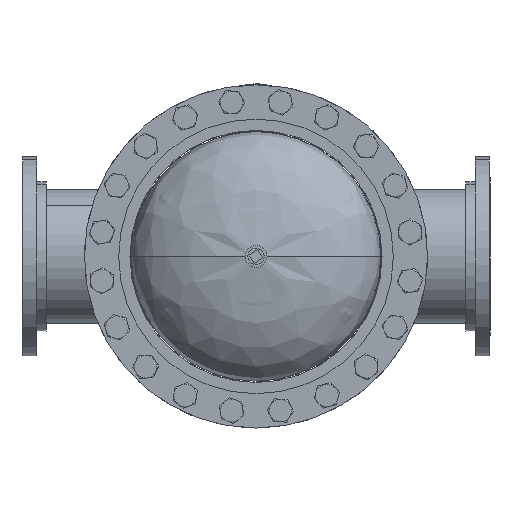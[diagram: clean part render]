
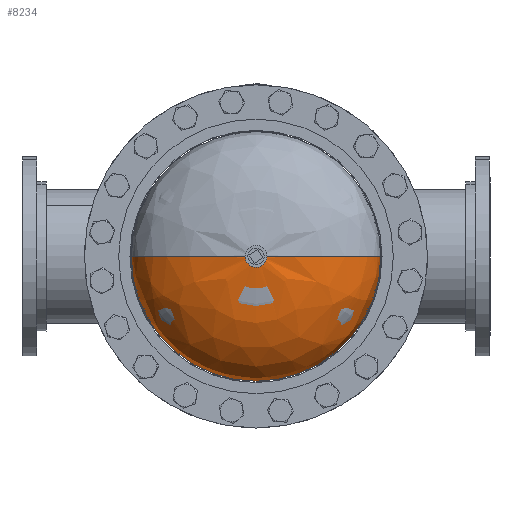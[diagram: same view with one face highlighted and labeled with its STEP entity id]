
A CAD part, front view. The second image highlights one B-rep face of the part: STEP entity #8234.
In plain terms, the highlighted free-form (B-spline) face has degree [3, 3] with [4, 4] control points.
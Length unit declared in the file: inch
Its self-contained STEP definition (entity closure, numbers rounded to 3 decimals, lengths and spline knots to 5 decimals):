
#217 = CARTESIAN_POINT ( 'NONE',  ( 0.75, 5.60574, -1.5 ) ) ;
#309 = DIRECTION ( 'NONE',  ( 0., 0., -1. ) ) ;
#496 = CARTESIAN_POINT ( 'NONE',  ( -10., 3.34945, -20. ) ) ;
#604 = DIRECTION ( 'NONE',  ( 0., -1., 0. ) ) ;
#615 = CARTESIAN_POINT ( 'NONE',  ( -6.24942, 5.39635, 0. ) ) ;
#948 =( BOUNDED_CURVE ( )  B_SPLINE_CURVE ( 3, ( #13979, #615, #9632, #15769 ),
 .UNSPECIFIED., .F., .F. ) 
 B_SPLINE_CURVE_WITH_KNOTS ( ( 4, 4 ),
 ( 1.64587, 3.14159 ),
 .UNSPECIFIED. ) 
 CURVE ( )  GEOMETRIC_REPRESENTATION_ITEM ( )  RATIONAL_B_SPLINE_CURVE ( ( 1., 0.822, 0.822, 1. ) ) 
 REPRESENTATION_ITEM ( '' )  );
#1039 = DIRECTION ( 'NONE',  ( 0., 0., -1. ) ) ;
#1068 = ORIENTED_EDGE ( 'NONE', *, *, #22636, .F. ) ;
#2264 = FACE_OUTER_BOUND ( 'NONE', #5427, .T. ) ;
#2488 = CARTESIAN_POINT ( 'NONE',  ( 0., 0.5575, 0. ) ) ;
#2554 = CARTESIAN_POINT ( 'NONE',  ( -0.75, 5.60574, 0. ) ) ;
#2697 = CARTESIAN_POINT ( 'NONE',  ( -10., 3.34945, 0. ) ) ;
#2971 = CARTESIAN_POINT ( 'NONE',  ( 10., 0.5575, 0. ) ) ;
#3376 = AXIS2_PLACEMENT_3D ( 'NONE', #27673, #604, #1039 ) ;
#3587 = VERTEX_POINT ( 'NONE', #15729 ) ;
#4395 = CIRCLE ( 'NONE', #20636, 10. ) ;
#4688 =( BOUNDED_SURFACE ( )  B_SPLINE_SURFACE ( 3, 3, ( 
 ( #2554, #20134, #217, #15788 ),
 ( #26990, #7042, #11691, #22613 ),
 ( #2697, #496, #9357, #18245 ),
 ( #7192, #18393, #7337, #16217 ) ),
 .UNSPECIFIED., .F., .F., .F. ) 
 B_SPLINE_SURFACE_WITH_KNOTS ( ( 4, 4 ),
 ( 4, 4 ),
 ( 0., 1. ),
 ( 0., 1. ),
 .UNSPECIFIED. ) 
 GEOMETRIC_REPRESENTATION_ITEM ( )  RATIONAL_B_SPLINE_SURFACE ( (
 ( 1., 0.333, 0.333, 1.),
 ( 0.822, 0.274, 0.274, 0.822),
 ( 0.822, 0.274, 0.274, 0.822),
 ( 1., 0.333, 0.333, 1.) ) ) 
 REPRESENTATION_ITEM ( '' )  SURFACE ( )  );
#5427 = EDGE_LOOP ( 'NONE', ( #1068, #27914, #16433, #19260, #24517, #15194 ) ) ;
#6605 = EDGE_CURVE ( 'NONE', #3587, #12020, #4395, .T. ) ;
#7042 = CARTESIAN_POINT ( 'NONE',  ( -6.24942, 5.39635, -12.49885 ) ) ;
#7093 = CARTESIAN_POINT ( 'NONE',  ( 0., 0.5575, 0. ) ) ;
#7132 = EDGE_CURVE ( 'NONE', #26777, #3587, #22707, .T. ) ;
#7192 = CARTESIAN_POINT ( 'NONE',  ( -10., 0.5575, 0. ) ) ;
#7337 = CARTESIAN_POINT ( 'NONE',  ( 10., 0.5575, -20. ) ) ;
#7342 = CARTESIAN_POINT ( 'NONE',  ( 0.75, 5.60574, 0. ) ) ;
#8234 = ADVANCED_FACE ( 'NONE', ( #2264 ), #4688, .F. ) ;
#8579 = CARTESIAN_POINT ( 'NONE',  ( 10., 0.5575, 0. ) ) ;
#9357 = CARTESIAN_POINT ( 'NONE',  ( 10., 3.34945, -20. ) ) ;
#9632 = CARTESIAN_POINT ( 'NONE',  ( -10., 3.34945, 0. ) ) ;
#11084 = DIRECTION ( 'NONE',  ( 0., -1., 0. ) ) ;
#11606 = DIRECTION ( 'NONE',  ( 0., -1., 0. ) ) ;
#11691 = CARTESIAN_POINT ( 'NONE',  ( 6.24942, 5.39635, -12.49885 ) ) ;
#12020 = VERTEX_POINT ( 'NONE', #8579 ) ;
#12071 = CARTESIAN_POINT ( 'NONE',  ( -0.75, 5.60574, 0. ) ) ;
#12252 = VERTEX_POINT ( 'NONE', #20345 ) ;
#13979 = CARTESIAN_POINT ( 'NONE',  ( -0.75, 5.60574, 0. ) ) ;
#14007 = CARTESIAN_POINT ( 'NONE',  ( 6.24942, 5.39635, 0. ) ) ;
#14297 = CARTESIAN_POINT ( 'NONE',  ( 0., 5.60574, -0.75 ) ) ;
#14939 = VERTEX_POINT ( 'NONE', #12071 ) ;
#15194 = ORIENTED_EDGE ( 'NONE', *, *, #7132, .F. ) ;
#15729 = CARTESIAN_POINT ( 'NONE',  ( 0., 0.5575, -10. ) ) ;
#15769 = CARTESIAN_POINT ( 'NONE',  ( -10., 0.5575, 0. ) ) ;
#15788 = CARTESIAN_POINT ( 'NONE',  ( 0.75, 5.60574, 0. ) ) ;
#16217 = CARTESIAN_POINT ( 'NONE',  ( 10., 0.5575, 0. ) ) ;
#16433 = ORIENTED_EDGE ( 'NONE', *, *, #18127, .T. ) ;
#16518 = EDGE_CURVE ( 'NONE', #12252, #12020, #18610, .T. ) ;
#16604 = VERTEX_POINT ( 'NONE', #14297 ) ;
#18127 = EDGE_CURVE ( 'NONE', #16604, #12252, #28485, .T. ) ;
#18158 = DIRECTION ( 'NONE',  ( 0., 0., -1. ) ) ;
#18245 = CARTESIAN_POINT ( 'NONE',  ( 10., 3.34945, 0. ) ) ;
#18393 = CARTESIAN_POINT ( 'NONE',  ( -10., 0.5575, -20. ) ) ;
#18443 = CIRCLE ( 'NONE', #25829, 0.75 ) ;
#18610 =( BOUNDED_CURVE ( )  B_SPLINE_CURVE ( 3, ( #7342, #14007, #22890, #2971 ),
 .UNSPECIFIED., .F., .F. ) 
 B_SPLINE_CURVE_WITH_KNOTS ( ( 4, 4 ),
 ( 1.64587, 3.14159 ),
 .UNSPECIFIED. ) 
 CURVE ( )  GEOMETRIC_REPRESENTATION_ITEM ( )  RATIONAL_B_SPLINE_CURVE ( ( 1., 0.822, 0.822, 1. ) ) 
 REPRESENTATION_ITEM ( '' )  );
#19260 = ORIENTED_EDGE ( 'NONE', *, *, #16518, .T. ) ;
#19488 = AXIS2_PLACEMENT_3D ( 'NONE', #7093, #11606, #18158 ) ;
#20134 = CARTESIAN_POINT ( 'NONE',  ( -0.75, 5.60574, -1.5 ) ) ;
#20227 = DIRECTION ( 'NONE',  ( 0., -1., 0. ) ) ;
#20345 = CARTESIAN_POINT ( 'NONE',  ( 0.75, 5.60574, 0. ) ) ;
#20636 = AXIS2_PLACEMENT_3D ( 'NONE', #2488, #20227, #309 ) ;
#22300 = CARTESIAN_POINT ( 'NONE',  ( -10., 0.5575, 0. ) ) ;
#22613 = CARTESIAN_POINT ( 'NONE',  ( 6.24942, 5.39635, 0. ) ) ;
#22636 = EDGE_CURVE ( 'NONE', #14939, #26777, #948, .T. ) ;
#22707 = CIRCLE ( 'NONE', #19488, 10. ) ;
#22890 = CARTESIAN_POINT ( 'NONE',  ( 10., 3.34945, 0. ) ) ;
#23880 = EDGE_CURVE ( 'NONE', #14939, #16604, #18443, .T. ) ;
#24311 = CARTESIAN_POINT ( 'NONE',  ( 0., 5.60574, 0. ) ) ;
#24517 = ORIENTED_EDGE ( 'NONE', *, *, #6605, .F. ) ;
#25829 = AXIS2_PLACEMENT_3D ( 'NONE', #24311, #11084, #26656 ) ;
#26656 = DIRECTION ( 'NONE',  ( 0., 0., -1. ) ) ;
#26777 = VERTEX_POINT ( 'NONE', #22300 ) ;
#26990 = CARTESIAN_POINT ( 'NONE',  ( -6.24942, 5.39635, 0. ) ) ;
#27673 = CARTESIAN_POINT ( 'NONE',  ( 0., 5.60574, 0. ) ) ;
#27914 = ORIENTED_EDGE ( 'NONE', *, *, #23880, .T. ) ;
#28485 = CIRCLE ( 'NONE', #3376, 0.75 ) ;
